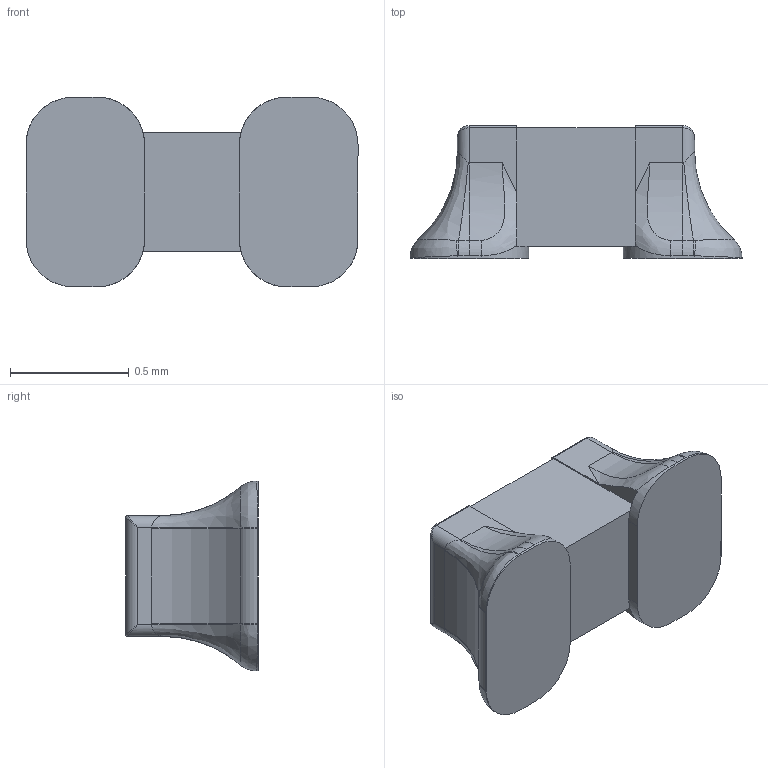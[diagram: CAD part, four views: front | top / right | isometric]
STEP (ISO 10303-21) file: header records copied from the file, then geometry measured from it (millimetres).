
FILE_DESCRIPTION (( 'STEP AP203' ), '1' );
FILE_NAME ('c0402.step', '2019-10-07T21:24:56', ( '' ), ( '' ), 'SwSTEP 2.0', 'SolidWorks 2017', '' );
FILE_SCHEMA (( 'CONFIG_CONTROL_DESIGN' ));
Length unit declared in the file: millimetre
Products named in the file (1): c0402
Bounding box: 1.4 x 0.56 x 0.8 mm (x, y, z)
Volume: 0.3 mm3; surface area: 3.4 mm2
Topology: 1 solids, 1 shells, 94 faces, 228 edges, 132 vertices
Faces by surface type: bspline 36, cylinder 30, plane 28
Entity records: 3371 total; most frequent: CARTESIAN_POINT 1377, ORIENTED_EDGE 448, DIRECTION 338, EDGE_CURVE 224, VERTEX_POINT 132, AXIS2_PLACEMENT_3D 123, ADVANCED_FACE 94, FACE_OUTER_BOUND 94
